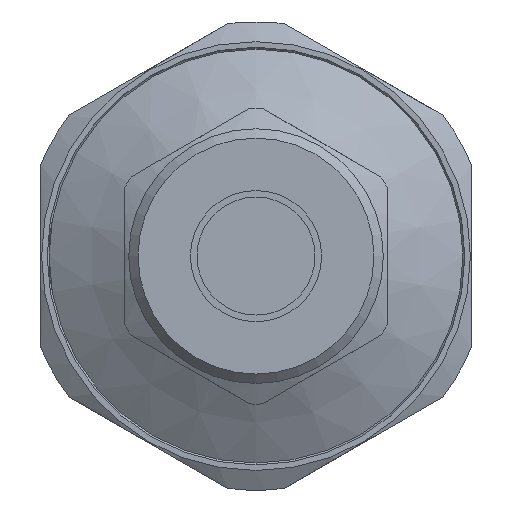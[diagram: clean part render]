
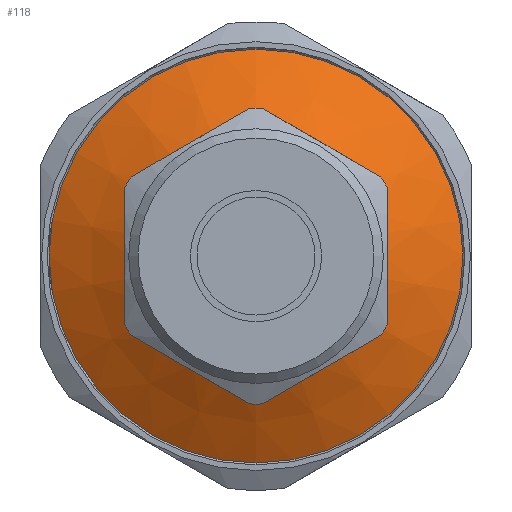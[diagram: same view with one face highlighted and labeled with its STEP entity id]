
A CAD part, front view. The second image highlights one B-rep face of the part: STEP entity #118.
In plain terms, the highlighted conical face has half-angle 60 degrees and reference radius 6.72 mm.
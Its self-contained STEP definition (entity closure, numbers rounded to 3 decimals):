
#118 = ADVANCED_FACE( '', ( #294, #295 ), #296, .T. );
#294 = FACE_OUTER_BOUND( '', #556, .T. );
#295 = FACE_BOUND( '', #557, .T. );
#296 = CONICAL_SURFACE( '', #558, 6.72, 1.047 );
#556 = EDGE_LOOP( '', ( #848 ) );
#557 = EDGE_LOOP( '', ( #849 ) );
#558 = AXIS2_PLACEMENT_3D( '', #850, #851, #852 );
#848 = ORIENTED_EDGE( '', *, *, #1349, .F. );
#849 = ORIENTED_EDGE( '', *, *, #1350, .T. );
#850 = CARTESIAN_POINT( '', ( 0., -61.5, 0. ) );
#851 = DIRECTION( '', ( 0., 1., 0. ) );
#852 = DIRECTION( '', ( 0., 0., 1. ) );
#1349 = EDGE_CURVE( '', #1572, #1572, #1573, .T. );
#1350 = EDGE_CURVE( '', #1574, #1574, #1575, .T. );
#1572 = VERTEX_POINT( '', #1936 );
#1573 = CIRCLE( '', #1937, 11.05 );
#1574 = VERTEX_POINT( '', #1938 );
#1575 = CIRCLE( '', #1939, 6.72 );
#1936 = CARTESIAN_POINT( '', ( 0., -59., 11.05 ) );
#1937 = AXIS2_PLACEMENT_3D( '', #2439, #2440, #2441 );
#1938 = CARTESIAN_POINT( '', ( 0., -61.5, 6.72 ) );
#1939 = AXIS2_PLACEMENT_3D( '', #2442, #2443, #2444 );
#2439 = CARTESIAN_POINT( '', ( 0., -59., 0. ) );
#2440 = DIRECTION( '', ( 0., 1., 0. ) );
#2441 = DIRECTION( '', ( 0., 0., 1. ) );
#2442 = CARTESIAN_POINT( '', ( 0., -61.5, 0. ) );
#2443 = DIRECTION( '', ( 0., 1., 0. ) );
#2444 = DIRECTION( '', ( 0., 0., 1. ) );
